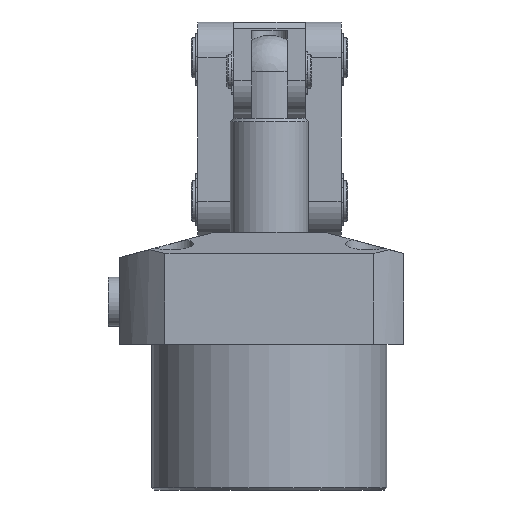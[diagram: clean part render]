
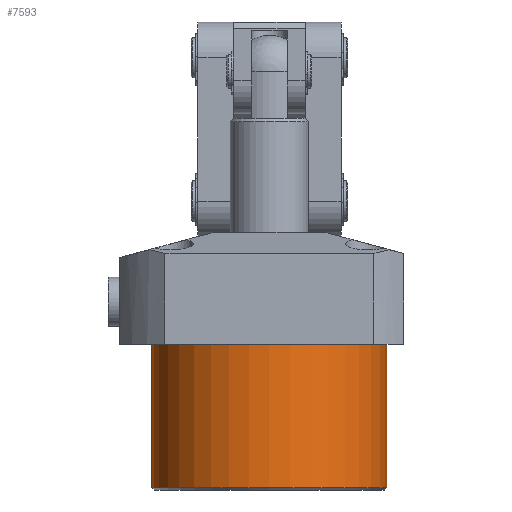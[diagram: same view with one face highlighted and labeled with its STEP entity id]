
A CAD part, front view. The second image highlights one B-rep face of the part: STEP entity #7593.
In plain terms, the highlighted cylindrical face has radius 52.5 mm (diameter 105 mm), a partial arc.
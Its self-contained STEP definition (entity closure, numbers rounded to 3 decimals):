
#190 = EDGE_LOOP ( 'NONE', ( #9049, #9050, #9051, #9052 ) ) ;
#1063 = DIRECTION ( 'NONE',  ( 1., 0., 0. ) ) ;
#1065 = DIRECTION ( 'NONE',  ( 0., 0., 1. ) ) ;
#1067 = CARTESIAN_POINT ( 'NONE',  ( 0., 0., -65. ) ) ;
#1996 = LINE ( 'NONE', #4431, #2002 ) ;
#2002 = VECTOR ( 'NONE', #4436, 1000. ) ;
#2003 = LINE ( 'NONE', #4435, #2005 ) ;
#2005 = VECTOR ( 'NONE', #4430, 1000. ) ;
#2053 = CIRCLE ( 'NONE', #2752, 52.5 ) ;
#2148 = CIRCLE ( 'NONE', #2762, 52.5 ) ;
#2752 = AXIS2_PLACEMENT_3D ( 'NONE', #5485, #5486, #5487 ) ;
#2762 = AXIS2_PLACEMENT_3D ( 'NONE', #5744, #5745, #5746 ) ;
#4430 = DIRECTION ( 'NONE',  ( 0., 0., 1. ) ) ;
#4431 = CARTESIAN_POINT ( 'NONE',  ( -52.5, 0., -65. ) ) ;
#4435 = CARTESIAN_POINT ( 'NONE',  ( 52.5, 0., -65. ) ) ;
#4436 = DIRECTION ( 'NONE',  ( 0., 0., 1. ) ) ;
#5485 = CARTESIAN_POINT ( 'NONE',  ( 0., 0., 0. ) ) ;
#5486 = DIRECTION ( 'NONE',  ( 0., 0., -1. ) ) ;
#5487 = DIRECTION ( 'NONE',  ( 1., 0., 0. ) ) ;
#5744 = CARTESIAN_POINT ( 'NONE',  ( 0., 0., -64. ) ) ;
#5745 = DIRECTION ( 'NONE',  ( 0., 0., 1. ) ) ;
#5746 = DIRECTION ( 'NONE',  ( -1., 0., 0. ) ) ;
#6189 = CARTESIAN_POINT ( 'NONE',  ( 52.5, 0., -64. ) ) ;
#6190 = CARTESIAN_POINT ( 'NONE',  ( -52.5, 0., -64. ) ) ;
#6832 = CARTESIAN_POINT ( 'NONE',  ( 52.5, 0., 0. ) ) ;
#6871 = CARTESIAN_POINT ( 'NONE',  ( -52.5, 0., 0. ) ) ;
#7593 = ADVANCED_FACE ( 'NONE', ( #10928 ), #10939, .T. ) ;
#8071 = EDGE_CURVE ( 'NONE', #8822, #10057, #1996, .T. ) ;
#8073 = EDGE_CURVE ( 'NONE', #8821, #10018, #2003, .T. ) ;
#8110 = EDGE_CURVE ( 'NONE', #10018, #10057, #2053, .T. ) ;
#8183 = EDGE_CURVE ( 'NONE', #8822, #8821, #2148, .T. ) ;
#8821 = VERTEX_POINT ( 'NONE', #6189 ) ;
#8822 = VERTEX_POINT ( 'NONE', #6190 ) ;
#9049 = ORIENTED_EDGE ( 'NONE', *, *, #8071, .F. ) ;
#9050 = ORIENTED_EDGE ( 'NONE', *, *, #8183, .T. ) ;
#9051 = ORIENTED_EDGE ( 'NONE', *, *, #8073, .T. ) ;
#9052 = ORIENTED_EDGE ( 'NONE', *, *, #8110, .T. ) ;
#9788 = AXIS2_PLACEMENT_3D ( 'NONE', #1067, #1065, #1063 ) ;
#10018 = VERTEX_POINT ( 'NONE', #6832 ) ;
#10057 = VERTEX_POINT ( 'NONE', #6871 ) ;
#10928 = FACE_OUTER_BOUND ( 'NONE', #190, .T. ) ;
#10939 = CYLINDRICAL_SURFACE ( 'NONE', #9788, 52.5 ) ;
